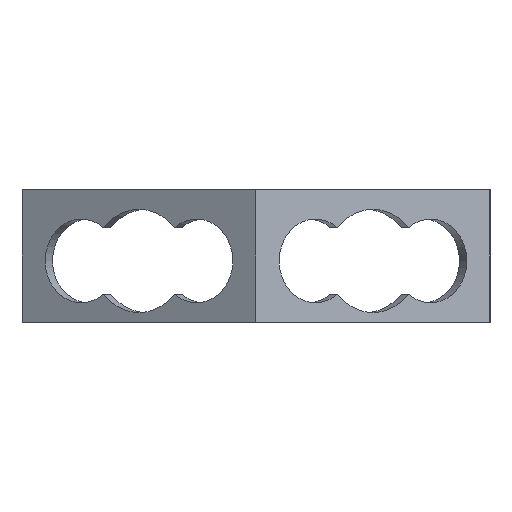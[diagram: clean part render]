
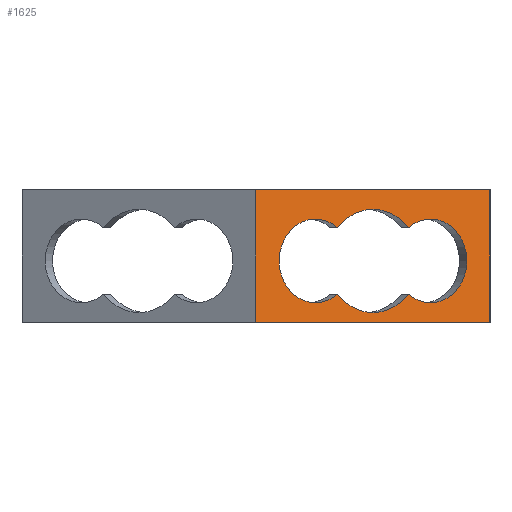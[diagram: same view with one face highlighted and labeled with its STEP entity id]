
A CAD part, front view. The second image highlights one B-rep face of the part: STEP entity #1625.
In plain terms, the highlighted planar face has unit normal (0.5, -0.866, 0).
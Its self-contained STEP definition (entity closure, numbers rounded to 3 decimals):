
#97=FACE_BOUND('',#376,.T.);
#128=CIRCLE('',#1715,11.);
#134=CIRCLE('',#1724,8.5);
#138=CIRCLE('',#1730,11.);
#140=CIRCLE('',#1733,8.5);
#249=FACE_OUTER_BOUND('',#375,.T.);
#375=EDGE_LOOP('',(#1469,#1470,#1471,#1472));
#376=EDGE_LOOP('',(#1473,#1474,#1475,#1476));
#393=LINE('',#2283,#543);
#527=LINE('',#2704,#677);
#528=LINE('',#2707,#678);
#529=LINE('',#2708,#679);
#543=VECTOR('',#1819,10.);
#677=VECTOR('',#2243,10.);
#678=VECTOR('',#2246,10.);
#679=VECTOR('',#2247,10.);
#693=VERTEX_POINT('',#2280);
#694=VERTEX_POINT('',#2282);
#785=VERTEX_POINT('',#2530);
#786=VERTEX_POINT('',#2532);
#792=VERTEX_POINT('',#2550);
#794=VERTEX_POINT('',#2559);
#836=VERTEX_POINT('',#2702);
#837=VERTEX_POINT('',#2706);
#849=EDGE_CURVE('',#693,#694,#393,.T.);
#971=EDGE_CURVE('',#786,#785,#128,.T.);
#980=EDGE_CURVE('',#792,#786,#134,.T.);
#985=EDGE_CURVE('',#794,#792,#138,.T.);
#988=EDGE_CURVE('',#785,#794,#140,.T.);
#1055=EDGE_CURVE('',#836,#694,#527,.T.);
#1056=EDGE_CURVE('',#836,#837,#528,.T.);
#1057=EDGE_CURVE('',#837,#693,#529,.T.);
#1469=ORIENTED_EDGE('',*,*,#1056,.F.);
#1470=ORIENTED_EDGE('',*,*,#1055,.T.);
#1471=ORIENTED_EDGE('',*,*,#849,.F.);
#1472=ORIENTED_EDGE('',*,*,#1057,.F.);
#1473=ORIENTED_EDGE('',*,*,#985,.T.);
#1474=ORIENTED_EDGE('',*,*,#980,.T.);
#1475=ORIENTED_EDGE('',*,*,#971,.T.);
#1476=ORIENTED_EDGE('',*,*,#988,.T.);
#1545=PLANE('',#1797);
#1625=ADVANCED_FACE('',(#249,#97),#1545,.T.);
#1715=AXIS2_PLACEMENT_3D('',#2533,#2040,#2041);
#1724=AXIS2_PLACEMENT_3D('',#2551,#2061,#2062);
#1730=AXIS2_PLACEMENT_3D('',#2560,#2074,#2075);
#1733=AXIS2_PLACEMENT_3D('',#2564,#2081,#2082);
#1797=AXIS2_PLACEMENT_3D('',#2705,#2244,#2245);
#1819=DIRECTION('',(0.866,0.5,0.));
#2040=DIRECTION('center_axis',(-0.5,0.866,0.));
#2041=DIRECTION('ref_axis',(-0.865,-0.499,-0.045));
#2061=DIRECTION('center_axis',(-0.5,0.866,0.));
#2062=DIRECTION('ref_axis',(-0.866,-0.5,0.));
#2074=DIRECTION('center_axis',(-0.5,0.866,0.));
#2075=DIRECTION('ref_axis',(0.865,0.499,0.045));
#2081=DIRECTION('center_axis',(-0.5,0.866,0.));
#2082=DIRECTION('ref_axis',(-0.866,-0.5,0.));
#2243=DIRECTION('',(0.,0.,1.));
#2244=DIRECTION('center_axis',(0.5,-0.866,0.));
#2245=DIRECTION('ref_axis',(0.866,0.5,0.));
#2246=DIRECTION('',(-0.866,-0.5,0.));
#2247=DIRECTION('',(0.,0.,1.));
#2280=CARTESIAN_POINT('',(0.,-54.864,27.));
#2282=CARTESIAN_POINT('',(47.514,-27.432,27.));
#2283=CARTESIAN_POINT('',(47.514,-27.432,27.));
#2530=CARTESIAN_POINT('',(16.571,-45.297,5.778));
#2532=CARTESIAN_POINT('',(30.943,-36.999,5.778));
#2533=CARTESIAN_POINT('Origin',(23.757,-41.148,13.));
#2550=CARTESIAN_POINT('',(30.943,-36.999,19.222));
#2551=CARTESIAN_POINT('Origin',(35.448,-34.398,12.5));
#2559=CARTESIAN_POINT('',(16.571,-45.297,19.222));
#2560=CARTESIAN_POINT('Origin',(23.757,-41.148,12.));
#2564=CARTESIAN_POINT('Origin',(12.065,-47.898,12.5));
#2702=CARTESIAN_POINT('',(47.514,-27.432,0.));
#2704=CARTESIAN_POINT('',(47.514,-27.432,0.));
#2705=CARTESIAN_POINT('Origin',(0.,-54.864,0.));
#2706=CARTESIAN_POINT('',(0.,-54.864,0.));
#2707=CARTESIAN_POINT('',(47.514,-27.432,0.));
#2708=CARTESIAN_POINT('',(0.,-54.864,0.));
